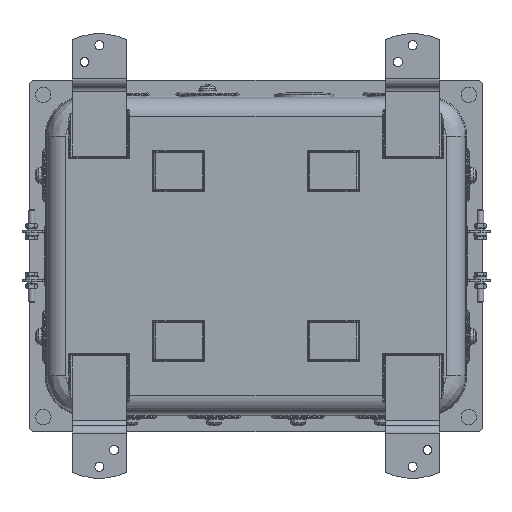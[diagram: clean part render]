
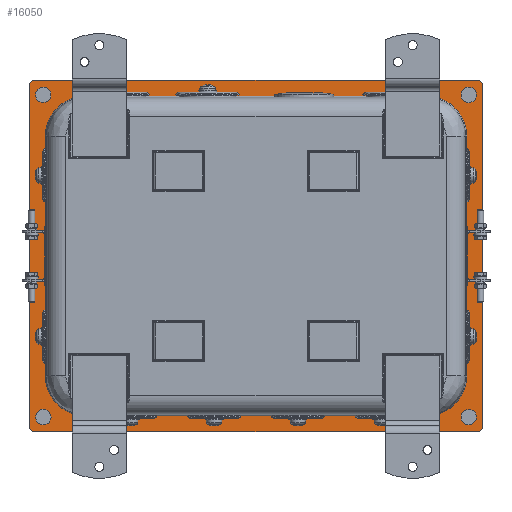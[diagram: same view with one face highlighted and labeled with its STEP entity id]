
A CAD part, front view. The second image highlights one B-rep face of the part: STEP entity #16050.
In plain terms, the highlighted planar face has unit normal (0, -1, 0).
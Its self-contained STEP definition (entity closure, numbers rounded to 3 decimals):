
#1238=LINE('',#26891,#2016);
#1239=LINE('',#26895,#2017);
#1240=LINE('',#26899,#2018);
#1241=LINE('',#26903,#2019);
#1242=LINE('',#26909,#2020);
#1243=LINE('',#26913,#2021);
#1244=LINE('',#26917,#2022);
#1245=LINE('',#26920,#2023);
#2016=VECTOR('',#20080,10.);
#2017=VECTOR('',#20083,10.);
#2018=VECTOR('',#20086,10.);
#2019=VECTOR('',#20089,10.);
#2020=VECTOR('',#20094,10.);
#2021=VECTOR('',#20097,10.);
#2022=VECTOR('',#20100,10.);
#2023=VECTOR('',#20103,10.);
#2887=FACE_BOUND('',#4263,.T.);
#2888=FACE_BOUND('',#4264,.T.);
#2889=FACE_BOUND('',#4265,.T.);
#2890=FACE_BOUND('',#4266,.T.);
#2891=FACE_BOUND('',#4267,.T.);
#3280=FACE_OUTER_BOUND('',#4262,.T.);
#4262=EDGE_LOOP('',(#11313,#11314,#11315,#11316,#11317,#11318,#11319,#11320));
#4263=EDGE_LOOP('',(#11321,#11322,#11323,#11324,#11325,#11326,#11327,#11328));
#4264=EDGE_LOOP('',(#11329));
#4265=EDGE_LOOP('',(#11330));
#4266=EDGE_LOOP('',(#11331));
#4267=EDGE_LOOP('',(#11332));
#5361=CIRCLE('',#17366,5.);
#5362=CIRCLE('',#17367,5.);
#5363=CIRCLE('',#17368,5.);
#5364=CIRCLE('',#17369,5.);
#5365=CIRCLE('',#17370,30.938);
#5366=CIRCLE('',#17371,30.938);
#5367=CIRCLE('',#17372,30.938);
#5368=CIRCLE('',#17373,30.938);
#5369=CIRCLE('',#17374,6.);
#5370=CIRCLE('',#17375,6.);
#5371=CIRCLE('',#17376,6.);
#5372=CIRCLE('',#17377,6.);
#6451=VERTEX_POINT('',#26889);
#6452=VERTEX_POINT('',#26890);
#6453=VERTEX_POINT('',#26892);
#6454=VERTEX_POINT('',#26894);
#6455=VERTEX_POINT('',#26896);
#6456=VERTEX_POINT('',#26898);
#6457=VERTEX_POINT('',#26900);
#6458=VERTEX_POINT('',#26902);
#6459=VERTEX_POINT('',#26905);
#6460=VERTEX_POINT('',#26906);
#6461=VERTEX_POINT('',#26908);
#6462=VERTEX_POINT('',#26910);
#6463=VERTEX_POINT('',#26912);
#6464=VERTEX_POINT('',#26914);
#6465=VERTEX_POINT('',#26916);
#6466=VERTEX_POINT('',#26918);
#6467=VERTEX_POINT('',#26921);
#6468=VERTEX_POINT('',#26923);
#6469=VERTEX_POINT('',#26925);
#6470=VERTEX_POINT('',#26927);
#8203=EDGE_CURVE('',#6451,#6452,#1238,.T.);
#8204=EDGE_CURVE('',#6452,#6453,#5361,.T.);
#8205=EDGE_CURVE('',#6453,#6454,#1239,.T.);
#8206=EDGE_CURVE('',#6454,#6455,#5362,.T.);
#8207=EDGE_CURVE('',#6455,#6456,#1240,.T.);
#8208=EDGE_CURVE('',#6456,#6457,#5363,.T.);
#8209=EDGE_CURVE('',#6457,#6458,#1241,.T.);
#8210=EDGE_CURVE('',#6458,#6451,#5364,.T.);
#8211=EDGE_CURVE('',#6459,#6460,#5365,.T.);
#8212=EDGE_CURVE('',#6461,#6459,#1242,.T.);
#8213=EDGE_CURVE('',#6462,#6461,#5366,.T.);
#8214=EDGE_CURVE('',#6463,#6462,#1243,.T.);
#8215=EDGE_CURVE('',#6464,#6463,#5367,.T.);
#8216=EDGE_CURVE('',#6465,#6464,#1244,.T.);
#8217=EDGE_CURVE('',#6466,#6465,#5368,.T.);
#8218=EDGE_CURVE('',#6460,#6466,#1245,.T.);
#8219=EDGE_CURVE('',#6467,#6467,#5369,.T.);
#8220=EDGE_CURVE('',#6468,#6468,#5370,.T.);
#8221=EDGE_CURVE('',#6469,#6469,#5371,.T.);
#8222=EDGE_CURVE('',#6470,#6470,#5372,.T.);
#11313=ORIENTED_EDGE('',*,*,#8203,.T.);
#11314=ORIENTED_EDGE('',*,*,#8204,.T.);
#11315=ORIENTED_EDGE('',*,*,#8205,.T.);
#11316=ORIENTED_EDGE('',*,*,#8206,.T.);
#11317=ORIENTED_EDGE('',*,*,#8207,.T.);
#11318=ORIENTED_EDGE('',*,*,#8208,.T.);
#11319=ORIENTED_EDGE('',*,*,#8209,.T.);
#11320=ORIENTED_EDGE('',*,*,#8210,.T.);
#11321=ORIENTED_EDGE('',*,*,#8211,.F.);
#11322=ORIENTED_EDGE('',*,*,#8212,.F.);
#11323=ORIENTED_EDGE('',*,*,#8213,.F.);
#11324=ORIENTED_EDGE('',*,*,#8214,.F.);
#11325=ORIENTED_EDGE('',*,*,#8215,.F.);
#11326=ORIENTED_EDGE('',*,*,#8216,.F.);
#11327=ORIENTED_EDGE('',*,*,#8217,.F.);
#11328=ORIENTED_EDGE('',*,*,#8218,.F.);
#11329=ORIENTED_EDGE('',*,*,#8219,.F.);
#11330=ORIENTED_EDGE('',*,*,#8220,.F.);
#11331=ORIENTED_EDGE('',*,*,#8221,.F.);
#11332=ORIENTED_EDGE('',*,*,#8222,.F.);
#14559=PLANE('',#17365);
#16050=ADVANCED_FACE('',(#3280,#2887,#2888,#2889,#2890,#2891),#14559,.F.);
#17365=AXIS2_PLACEMENT_3D('',#26888,#20078,#20079);
#17366=AXIS2_PLACEMENT_3D('',#26893,#20081,#20082);
#17367=AXIS2_PLACEMENT_3D('',#26897,#20084,#20085);
#17368=AXIS2_PLACEMENT_3D('',#26901,#20087,#20088);
#17369=AXIS2_PLACEMENT_3D('',#26904,#20090,#20091);
#17370=AXIS2_PLACEMENT_3D('',#26907,#20092,#20093);
#17371=AXIS2_PLACEMENT_3D('',#26911,#20095,#20096);
#17372=AXIS2_PLACEMENT_3D('',#26915,#20098,#20099);
#17373=AXIS2_PLACEMENT_3D('',#26919,#20101,#20102);
#17374=AXIS2_PLACEMENT_3D('',#26922,#20104,#20105);
#17375=AXIS2_PLACEMENT_3D('',#26924,#20106,#20107);
#17376=AXIS2_PLACEMENT_3D('',#26926,#20108,#20109);
#17377=AXIS2_PLACEMENT_3D('',#26928,#20110,#20111);
#20078=DIRECTION('center_axis',(0.,1.,0.));
#20079=DIRECTION('ref_axis',(-1.,0.,0.));
#20080=DIRECTION('',(-1.,0.,0.));
#20081=DIRECTION('center_axis',(0.,-1.,0.));
#20082=DIRECTION('ref_axis',(1.,0.,0.));
#20083=DIRECTION('',(0.,0.,-1.));
#20084=DIRECTION('center_axis',(0.,-1.,0.));
#20085=DIRECTION('ref_axis',(0.,0.,
1.));
#20086=DIRECTION('',(1.,0.,0.));
#20087=DIRECTION('center_axis',(0.,-1.,0.));
#20088=DIRECTION('ref_axis',(-1.,0.,0.));
#20089=DIRECTION('',(0.,0.,1.));
#20090=DIRECTION('center_axis',(0.,-1.,0.));
#20091=DIRECTION('ref_axis',(0.,0.,
-1.));
#20092=DIRECTION('center_axis',(0.,-1.,0.));
#20093=DIRECTION('ref_axis',(0.,0.,1.));
#20094=DIRECTION('',(-1.,0.,0.));
#20095=DIRECTION('center_axis',(0.,-1.,0.));
#20096=DIRECTION('ref_axis',(0.,0.,1.));
#20097=DIRECTION('',(0.,0.,1.));
#20098=DIRECTION('center_axis',(0.,-1.,0.));
#20099=DIRECTION('ref_axis',(0.,0.,1.));
#20100=DIRECTION('',(1.,0.,0.));
#20101=DIRECTION('center_axis',(0.,-1.,0.));
#20102=DIRECTION('ref_axis',(0.,0.,1.));
#20103=DIRECTION('',(0.,0.,-1.));
#20104=DIRECTION('center_axis',(0.,-1.,0.));
#20105=DIRECTION('ref_axis',(0.549,0.,-0.836));
#20106=DIRECTION('center_axis',(0.,-1.,0.));
#20107=DIRECTION('ref_axis',(0.997,0.,0.08));
#20108=DIRECTION('center_axis',(0.,-1.,0.));
#20109=DIRECTION('ref_axis',(0.865,0.,0.501));
#20110=DIRECTION('center_axis',(0.,-1.,0.));
#20111=DIRECTION('ref_axis',(0.839,0.,0.544));
#26888=CARTESIAN_POINT('Origin',(0.,87.5,0.));
#26889=CARTESIAN_POINT('',(171.,87.5,136.5));
#26890=CARTESIAN_POINT('',(-171.,87.5,136.5));
#26891=CARTESIAN_POINT('',(171.,87.5,136.5));
#26892=CARTESIAN_POINT('',(-176.,87.5,131.5));
#26893=CARTESIAN_POINT('Origin',(-171.,87.5,131.5));
#26894=CARTESIAN_POINT('',(-176.,87.5,-131.5));
#26895=CARTESIAN_POINT('',(-176.,87.5,131.5));
#26896=CARTESIAN_POINT('',(-171.,87.5,-136.5));
#26897=CARTESIAN_POINT('Origin',(-171.,87.5,-131.5));
#26898=CARTESIAN_POINT('',(171.,87.5,-136.5));
#26899=CARTESIAN_POINT('',(-171.,87.5,-136.5));
#26900=CARTESIAN_POINT('',(176.,87.5,-131.5));
#26901=CARTESIAN_POINT('Origin',(171.,87.5,-131.5));
#26902=CARTESIAN_POINT('',(176.,87.5,131.5));
#26903=CARTESIAN_POINT('',(176.,87.5,-131.5));
#26904=CARTESIAN_POINT('Origin',(171.,87.5,131.5));
#26905=CARTESIAN_POINT('',(-132.5,87.5,123.938));
#26906=CARTESIAN_POINT('',(-163.438,87.5,93.));
#26907=CARTESIAN_POINT('Origin',(-132.5,87.5,93.));
#26908=CARTESIAN_POINT('',(132.5,87.5,123.938));
#26909=CARTESIAN_POINT('',(-66.25,87.5,123.938));
#26910=CARTESIAN_POINT('',(163.438,87.5,93.));
#26911=CARTESIAN_POINT('Origin',(132.5,87.5,93.));
#26912=CARTESIAN_POINT('',(163.438,87.5,-93.));
#26913=CARTESIAN_POINT('',(163.438,87.5,46.5));
#26914=CARTESIAN_POINT('',(132.5,87.5,-123.938));
#26915=CARTESIAN_POINT('Origin',(132.5,87.5,-93.));
#26916=CARTESIAN_POINT('',(-132.5,87.5,-123.938));
#26917=CARTESIAN_POINT('',(66.25,87.5,-123.938));
#26918=CARTESIAN_POINT('',(-163.438,87.5,-93.));
#26919=CARTESIAN_POINT('Origin',(-132.5,87.5,-93.));
#26920=CARTESIAN_POINT('',(-163.438,87.5,-46.5));
#26921=CARTESIAN_POINT('',(-168.294,87.5,130.015));
#26922=CARTESIAN_POINT('Origin',(-165.,87.5,125.));
#26923=CARTESIAN_POINT('',(159.019,87.5,124.522));
#26924=CARTESIAN_POINT('Origin',(165.,87.5,125.));
#26925=CARTESIAN_POINT('',(-170.192,87.5,-128.007));
#26926=CARTESIAN_POINT('Origin',(-165.,87.5,-125.));
#26927=CARTESIAN_POINT('',(159.966,87.5,-128.265));
#26928=CARTESIAN_POINT('Origin',(165.,87.5,-125.));
